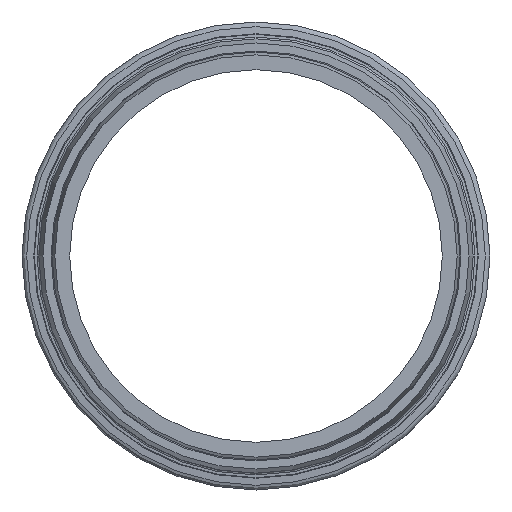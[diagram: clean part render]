
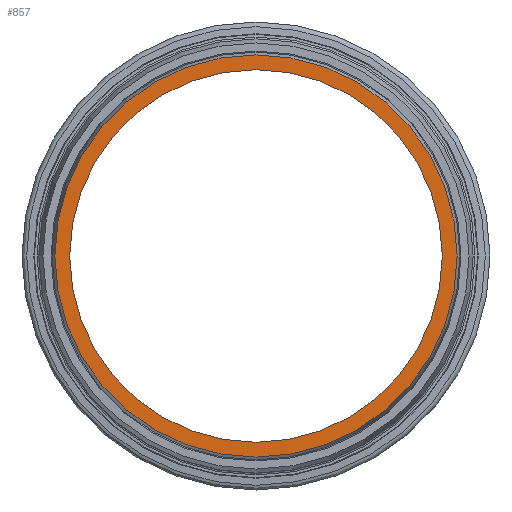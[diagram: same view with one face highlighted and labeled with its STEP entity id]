
A CAD part, front view. The second image highlights one B-rep face of the part: STEP entity #857.
In plain terms, the highlighted face is planar.
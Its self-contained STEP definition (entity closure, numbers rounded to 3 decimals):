
#31=FACE_BOUND('',#146,.T.);
#37=PLANE('',#1065);
#101=FACE_OUTER_BOUND('',#145,.T.);
#145=EDGE_LOOP('',(#803));
#146=EDGE_LOOP('',(#804));
#300=CIRCLE('',#1061,155.356);
#303=CIRCLE('',#1066,143.9);
#401=VERTEX_POINT('',#1674);
#404=VERTEX_POINT('',#1684);
#533=EDGE_CURVE('',#401,#401,#300,.T.);
#538=EDGE_CURVE('',#404,#404,#303,.T.);
#803=ORIENTED_EDGE('',*,*,#533,.F.);
#804=ORIENTED_EDGE('',*,*,#538,.T.);
#857=ADVANCED_FACE('',(#101,#31),#37,.T.);
#1061=AXIS2_PLACEMENT_3D('',#1675,#1387,#1388);
#1065=AXIS2_PLACEMENT_3D('',#1683,#1397,#1398);
#1066=AXIS2_PLACEMENT_3D('',#1685,#1399,#1400);
#1387=DIRECTION('center_axis',(0.,0.,-1.));
#1388=DIRECTION('ref_axis',(-1.,0.,0.));
#1397=DIRECTION('center_axis',(0.,0.,1.));
#1398=DIRECTION('ref_axis',(1.,0.,0.));
#1399=DIRECTION('center_axis',(0.,0.,-1.));
#1400=DIRECTION('ref_axis',(-1.,0.,0.));
#1674=CARTESIAN_POINT('',(155.356,0.,5990.9));
#1675=CARTESIAN_POINT('Origin',(0.,0.,5990.9));
#1683=CARTESIAN_POINT('Origin',(0.,0.,
5990.9));
#1684=CARTESIAN_POINT('',(143.9,0.,5990.9));
#1685=CARTESIAN_POINT('Origin',(0.,0.,5990.9));
